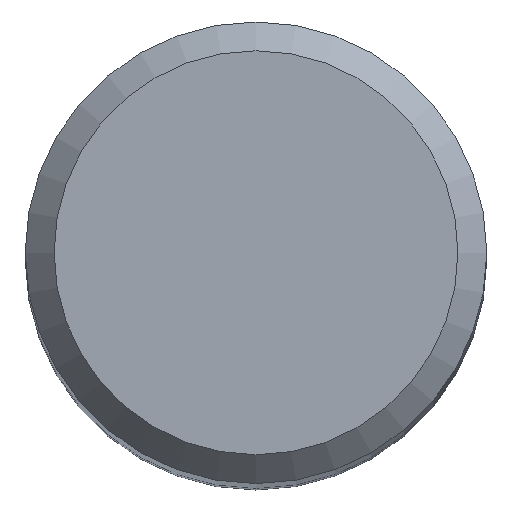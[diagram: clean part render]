
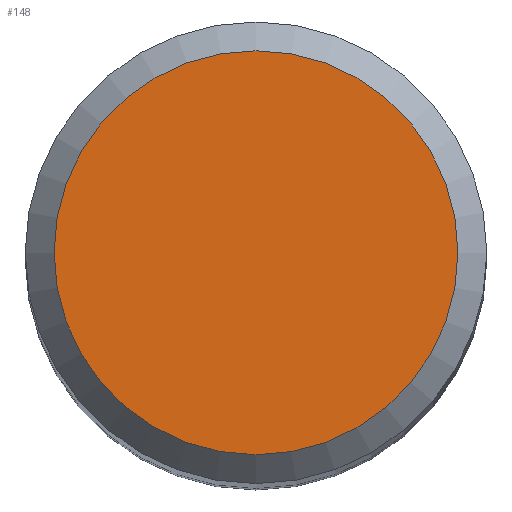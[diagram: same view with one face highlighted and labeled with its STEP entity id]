
A CAD part, top view. The second image highlights one B-rep face of the part: STEP entity #148.
In plain terms, the highlighted planar face has unit normal (0, 0, 1).
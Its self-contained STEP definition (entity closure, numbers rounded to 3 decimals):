
#5 = ORIENTED_EDGE ( 'NONE', *, *, #14, .F. ) ;
#14 = EDGE_CURVE ( 'NONE', #201, #201, #180, .T. ) ;
#34 = PLANE ( 'NONE',  #103 ) ;
#44 = CARTESIAN_POINT ( 'NONE',  ( 0., 3.5, 64. ) ) ;
#53 = DIRECTION ( 'NONE',  ( 0., 0., -1. ) ) ;
#58 = EDGE_LOOP ( 'NONE', ( #5 ) ) ;
#64 = DIRECTION ( 'NONE',  ( 0., 1., 0. ) ) ;
#83 = CARTESIAN_POINT ( 'NONE',  ( 0., 0., 64. ) ) ;
#85 = CARTESIAN_POINT ( 'NONE',  ( 0., 0., 64. ) ) ;
#103 = AXIS2_PLACEMENT_3D ( 'NONE', #83, #182, #64 ) ;
#131 = DIRECTION ( 'NONE',  ( 0., 1., 0. ) ) ;
#148 = ADVANCED_FACE ( 'NONE', ( #193 ), #34, .F. ) ;
#180 = CIRCLE ( 'NONE', #190, 3.5 ) ;
#182 = DIRECTION ( 'NONE',  ( 0., 0., -1. ) ) ;
#190 = AXIS2_PLACEMENT_3D ( 'NONE', #85, #53, #131 ) ;
#193 = FACE_OUTER_BOUND ( 'NONE', #58, .T. ) ;
#201 = VERTEX_POINT ( 'NONE', #44 ) ;
